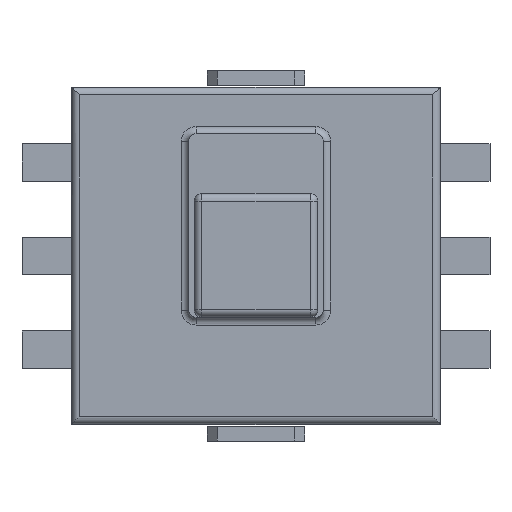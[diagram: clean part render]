
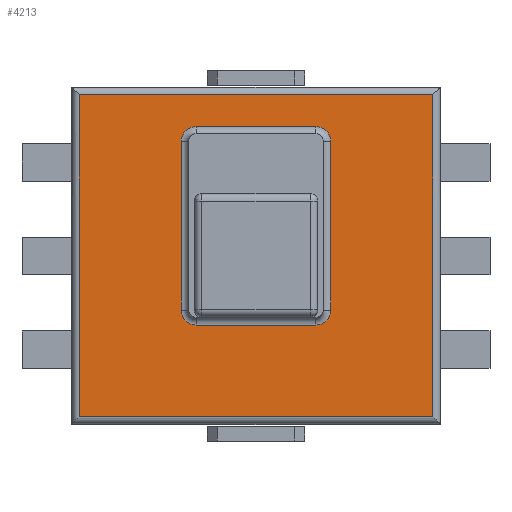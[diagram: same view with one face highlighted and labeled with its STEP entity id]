
A CAD part, top view. The second image highlights one B-rep face of the part: STEP entity #4213.
In plain terms, the highlighted planar face has unit normal (0, 0, 1).
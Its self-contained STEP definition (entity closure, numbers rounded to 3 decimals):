
#53 = CARTESIAN_POINT ( 'NONE',  ( 0., -4.3, 6. ) ) ;
#60 = EDGE_CURVE ( 'NONE', #1682, #942, #392, .T. ) ;
#71 = VECTOR ( 'NONE', #3062, 1000. ) ;
#76 = CIRCLE ( 'NONE', #4436, 0.4 ) ;
#135 = VECTOR ( 'NONE', #4494, 1000. ) ;
#193 = LINE ( 'NONE', #801, #71 ) ;
#203 = VECTOR ( 'NONE', #2871, 1000. ) ;
#217 = DIRECTION ( 'NONE',  ( 0., 0., 1. ) ) ;
#282 = CARTESIAN_POINT ( 'NONE',  ( -1.6, 3.45, 6. ) ) ;
#315 = LINE ( 'NONE', #2124, #203 ) ;
#340 = EDGE_LOOP ( 'NONE', ( #3249, #3577, #4654, #1761 ) ) ;
#375 = CARTESIAN_POINT ( 'NONE',  ( -4.725, -4.3, 6. ) ) ;
#379 = AXIS2_PLACEMENT_3D ( 'NONE', #1579, #4209, #1972 ) ;
#392 = LINE ( 'NONE', #4057, #3274 ) ;
#487 = CIRCLE ( 'NONE', #2498, 0.4 ) ;
#491 = VECTOR ( 'NONE', #1473, 1000. ) ;
#549 = CARTESIAN_POINT ( 'NONE',  ( 2., 0., 6. ) ) ;
#622 = LINE ( 'NONE', #53, #1498 ) ;
#660 = PLANE ( 'NONE',  #1104 ) ;
#756 = VERTEX_POINT ( 'NONE', #1742 ) ;
#801 = CARTESIAN_POINT ( 'NONE',  ( -1.8, -1.85, 6. ) ) ;
#805 = DIRECTION ( 'NONE',  ( 0., 0., 1. ) ) ;
#862 = ORIENTED_EDGE ( 'NONE', *, *, #2501, .T. ) ;
#929 = DIRECTION ( 'NONE',  ( 0., -1., 0. ) ) ;
#939 = EDGE_CURVE ( 'NONE', #756, #1826, #4696, .T. ) ;
#942 = VERTEX_POINT ( 'NONE', #3042 ) ;
#989 = AXIS2_PLACEMENT_3D ( 'NONE', #4095, #1852, #4471 ) ;
#1046 = ORIENTED_EDGE ( 'NONE', *, *, #2804, .T. ) ;
#1096 = CARTESIAN_POINT ( 'NONE',  ( 4.725, 4.5, 6. ) ) ;
#1104 = AXIS2_PLACEMENT_3D ( 'NONE', #1447, #4080, #1827 ) ;
#1182 = ORIENTED_EDGE ( 'NONE', *, *, #3834, .F. ) ;
#1330 = FACE_BOUND ( 'NONE', #2936, .T. ) ;
#1349 = VERTEX_POINT ( 'NONE', #3039 ) ;
#1414 = EDGE_CURVE ( 'NONE', #1682, #3007, #76, .T. ) ;
#1435 = VECTOR ( 'NONE', #929, 1000. ) ;
#1447 = CARTESIAN_POINT ( 'NONE',  ( 0., 0., 6. ) ) ;
#1473 = DIRECTION ( 'NONE',  ( 0., 1., 0. ) ) ;
#1498 = VECTOR ( 'NONE', #1926, 1000. ) ;
#1579 = CARTESIAN_POINT ( 'NONE',  ( -1.6, 3.05, 6. ) ) ;
#1591 = VERTEX_POINT ( 'NONE', #4650 ) ;
#1630 = ORIENTED_EDGE ( 'NONE', *, *, #1414, .F. ) ;
#1648 = EDGE_CURVE ( 'NONE', #1349, #1591, #487, .T. ) ;
#1659 = ORIENTED_EDGE ( 'NONE', *, *, #60, .T. ) ;
#1682 = VERTEX_POINT ( 'NONE', #1704 ) ;
#1704 = CARTESIAN_POINT ( 'NONE',  ( -2., -1.45, 6. ) ) ;
#1742 = CARTESIAN_POINT ( 'NONE',  ( 4.725, 4.3, 6. ) ) ;
#1761 = ORIENTED_EDGE ( 'NONE', *, *, #4713, .T. ) ;
#1763 = CARTESIAN_POINT ( 'NONE',  ( 1.6, 3.45, 6. ) ) ;
#1807 = VECTOR ( 'NONE', #2635, 1000. ) ;
#1826 = VERTEX_POINT ( 'NONE', #4151 ) ;
#1827 = DIRECTION ( 'NONE',  ( -1., 0., 0. ) ) ;
#1852 = DIRECTION ( 'NONE',  ( 0., 0., 1. ) ) ;
#1870 = CARTESIAN_POINT ( 'NONE',  ( 0., 3.45, 6. ) ) ;
#1903 = CARTESIAN_POINT ( 'NONE',  ( -4.925, 4.3, 6. ) ) ;
#1926 = DIRECTION ( 'NONE',  ( 1., 0., 0. ) ) ;
#1937 = CIRCLE ( 'NONE', #989, 0.4 ) ;
#1972 = DIRECTION ( 'NONE',  ( -1., 0., 0. ) ) ;
#1976 = CARTESIAN_POINT ( 'NONE',  ( -1.6, -1.85, 6. ) ) ;
#2124 = CARTESIAN_POINT ( 'NONE',  ( -4.725, 0., 6. ) ) ;
#2137 = LINE ( 'NONE', #1870, #135 ) ;
#2181 = CARTESIAN_POINT ( 'NONE',  ( 2., 3.05, 6. ) ) ;
#2282 = VERTEX_POINT ( 'NONE', #2181 ) ;
#2464 = CARTESIAN_POINT ( 'NONE',  ( 1.6, -1.45, 6. ) ) ;
#2498 = AXIS2_PLACEMENT_3D ( 'NONE', #2464, #217, #2855 ) ;
#2501 = EDGE_CURVE ( 'NONE', #2282, #1591, #3555, .T. ) ;
#2635 = DIRECTION ( 'NONE',  ( -1., 0., 0. ) ) ;
#2727 = VERTEX_POINT ( 'NONE', #1763 ) ;
#2794 = EDGE_CURVE ( 'NONE', #4186, #756, #4476, .T. ) ;
#2804 = EDGE_CURVE ( 'NONE', #4169, #2727, #2137, .T. ) ;
#2832 = VERTEX_POINT ( 'NONE', #375 ) ;
#2855 = DIRECTION ( 'NONE',  ( -1., 0., 0. ) ) ;
#2871 = DIRECTION ( 'NONE',  ( 0., -1., 0. ) ) ;
#2917 = EDGE_CURVE ( 'NONE', #1349, #3007, #193, .T. ) ;
#2936 = EDGE_LOOP ( 'NONE', ( #4103, #862, #3147, #3639, #1630, #1659, #1182, #1046 ) ) ;
#3007 = VERTEX_POINT ( 'NONE', #1976 ) ;
#3039 = CARTESIAN_POINT ( 'NONE',  ( 1.6, -1.85, 6. ) ) ;
#3042 = CARTESIAN_POINT ( 'NONE',  ( -2., 3.05, 6. ) ) ;
#3062 = DIRECTION ( 'NONE',  ( -1., 0., 0. ) ) ;
#3069 = CARTESIAN_POINT ( 'NONE',  ( -1.6, -1.45, 6. ) ) ;
#3147 = ORIENTED_EDGE ( 'NONE', *, *, #1648, .F. ) ;
#3249 = ORIENTED_EDGE ( 'NONE', *, *, #4384, .T. ) ;
#3274 = VECTOR ( 'NONE', #3661, 1000. ) ;
#3318 = FACE_OUTER_BOUND ( 'NONE', #340, .T. ) ;
#3439 = DIRECTION ( 'NONE',  ( -1., 0., 0. ) ) ;
#3555 = LINE ( 'NONE', #549, #1435 ) ;
#3577 = ORIENTED_EDGE ( 'NONE', *, *, #2794, .T. ) ;
#3606 = EDGE_CURVE ( 'NONE', #2282, #2727, #1937, .T. ) ;
#3639 = ORIENTED_EDGE ( 'NONE', *, *, #2917, .T. ) ;
#3661 = DIRECTION ( 'NONE',  ( 0., 1., 0. ) ) ;
#3834 = EDGE_CURVE ( 'NONE', #4169, #942, #4254, .T. ) ;
#4042 = CARTESIAN_POINT ( 'NONE',  ( 4.725, -4.3, 6. ) ) ;
#4057 = CARTESIAN_POINT ( 'NONE',  ( -2., 3.25, 6. ) ) ;
#4080 = DIRECTION ( 'NONE',  ( 0., 0., -1. ) ) ;
#4095 = CARTESIAN_POINT ( 'NONE',  ( 1.6, 3.05, 6. ) ) ;
#4103 = ORIENTED_EDGE ( 'NONE', *, *, #3606, .F. ) ;
#4151 = CARTESIAN_POINT ( 'NONE',  ( -4.725, 4.3, 6. ) ) ;
#4169 = VERTEX_POINT ( 'NONE', #282 ) ;
#4186 = VERTEX_POINT ( 'NONE', #4042 ) ;
#4209 = DIRECTION ( 'NONE',  ( 0., 0., 1. ) ) ;
#4213 = ADVANCED_FACE ( 'NONE', ( #3318, #1330 ), #660, .F. ) ;
#4254 = CIRCLE ( 'NONE', #379, 0.4 ) ;
#4384 = EDGE_CURVE ( 'NONE', #2832, #4186, #622, .T. ) ;
#4436 = AXIS2_PLACEMENT_3D ( 'NONE', #3069, #805, #3439 ) ;
#4471 = DIRECTION ( 'NONE',  ( -1., 0., 0. ) ) ;
#4476 = LINE ( 'NONE', #1096, #491 ) ;
#4494 = DIRECTION ( 'NONE',  ( 1., 0., 0. ) ) ;
#4650 = CARTESIAN_POINT ( 'NONE',  ( 2., -1.45, 6. ) ) ;
#4654 = ORIENTED_EDGE ( 'NONE', *, *, #939, .T. ) ;
#4696 = LINE ( 'NONE', #1903, #1807 ) ;
#4713 = EDGE_CURVE ( 'NONE', #1826, #2832, #315, .T. ) ;
